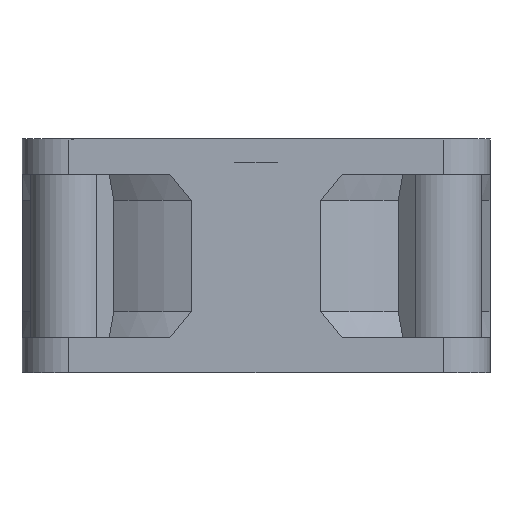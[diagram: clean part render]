
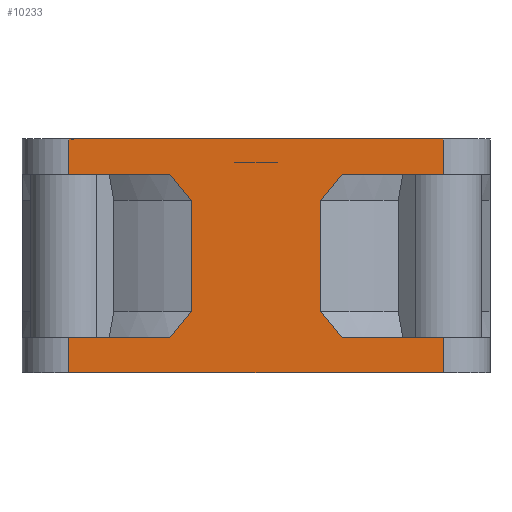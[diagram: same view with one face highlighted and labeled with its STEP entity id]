
A CAD part, front view. The second image highlights one B-rep face of the part: STEP entity #10233.
In plain terms, the highlighted planar face has unit normal (0, -1, 0).
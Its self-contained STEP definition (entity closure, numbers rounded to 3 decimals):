
#13=CARTESIAN_POINT('',(5.528,-20.,-5.246));
#14=CARTESIAN_POINT('',(5.73,-20.,-5.031));
#15=CARTESIAN_POINT('',(6.135,-20.,-4.578));
#16=CARTESIAN_POINT('',(6.746,-20.,-3.829));
#17=CARTESIAN_POINT('',(7.155,-20.,-3.284));
#18=CARTESIAN_POINT('',(7.361,-20.,-3.));
#25=DIRECTION('',(1.,0.,0.));
#26=VECTOR('',#25,8.639);
#27=CARTESIAN_POINT('',(7.361,-20.,-3.));
#28=LINE('',#27,#26);
#61=DIRECTION('',(1.,0.,0.));
#62=VECTOR('',#61,8.639);
#63=CARTESIAN_POINT('',(-16.,-20.,-17.));
#64=LINE('',#63,#62);
#65=CARTESIAN_POINT('',(-7.361,-20.,-17.));
#66=CARTESIAN_POINT('',(-7.157,-20.,-16.718));
#67=CARTESIAN_POINT('',(-6.75,-20.,-16.176));
#68=CARTESIAN_POINT('',(-6.139,-20.,-15.427));
#69=CARTESIAN_POINT('',(-5.732,-20.,-14.971));
#70=CARTESIAN_POINT('',(-5.528,-20.,-14.754));
#72=CARTESIAN_POINT('',(5.528,-20.,-14.754));
#73=CARTESIAN_POINT('',(5.732,-20.,-14.971));
#74=CARTESIAN_POINT('',(6.139,-20.,-15.427));
#75=CARTESIAN_POINT('',(6.749,-20.,-16.176));
#76=CARTESIAN_POINT('',(7.157,-20.,-16.718));
#77=CARTESIAN_POINT('',(7.361,-20.,-17.));
#79=DIRECTION('',(1.,0.,0.));
#80=VECTOR('',#79,8.639);
#81=CARTESIAN_POINT('',(7.361,-20.,-17.));
#82=LINE('',#81,#80);
#199=DIRECTION('',(1.,0.,0.));
#200=VECTOR('',#199,16.);
#201=CARTESIAN_POINT('',(0.,-20.,-20.));
#202=LINE('',#201,#200);
#226=DIRECTION('',(1.,0.,0.));
#227=VECTOR('',#226,16.);
#228=CARTESIAN_POINT('',(-16.,-20.,-20.));
#229=LINE('',#228,#227);
#359=DIRECTION('',(-1.,0.,0.));
#360=VECTOR('',#359,32.);
#361=CARTESIAN_POINT('',(16.,-20.,0.));
#362=LINE('',#361,#360);
#1485=DIRECTION('',(0.,0.,-1.));
#1486=VECTOR('',#1485,3.);
#1487=CARTESIAN_POINT('',(-16.,-20.,0.));
#1488=LINE('',#1487,#1486);
#1530=DIRECTION('',(1.,0.,0.));
#1531=VECTOR('',#1530,8.639);
#1532=CARTESIAN_POINT('',(-16.,-20.,-3.));
#1533=LINE('',#1532,#1531);
#1534=CARTESIAN_POINT('',(-7.361,-20.,-3.));
#1535=CARTESIAN_POINT('',(-7.156,-20.,-3.284));
#1536=CARTESIAN_POINT('',(-6.746,-20.,-3.828));
#1537=CARTESIAN_POINT('',(-6.135,-20.,-4.577));
#1538=CARTESIAN_POINT('',(-5.73,-20.,-5.031));
#1539=CARTESIAN_POINT('',(-5.528,-20.,-5.246));
#1553=DIRECTION('',(0.,0.,-1.));
#1554=VECTOR('',#1553,9.508);
#1555=CARTESIAN_POINT('',(-5.528,-20.,-5.246));
#1556=LINE('',#1555,#1554);
#1606=DIRECTION('',(0.,0.,-1.));
#1607=VECTOR('',#1606,3.);
#1608=CARTESIAN_POINT('',(-16.,-20.,-17.));
#1609=LINE('',#1608,#1607);
#1834=DIRECTION('',(0.,0.,1.));
#1835=VECTOR('',#1834,3.);
#1836=CARTESIAN_POINT('',(16.,-20.,-20.));
#1837=LINE('',#1836,#1835);
#1887=DIRECTION('',(0.,0.,1.));
#1888=VECTOR('',#1887,9.508);
#1889=CARTESIAN_POINT('',(5.528,-20.,-14.754));
#1890=LINE('',#1889,#1888);
#1942=DIRECTION('',(0.,0.,1.));
#1943=VECTOR('',#1942,3.);
#1944=CARTESIAN_POINT('',(16.,-20.,-3.));
#1945=LINE('',#1944,#1943);
#8296=CARTESIAN_POINT('',(7.361,-20.,-3.));
#8298=VERTEX_POINT('',#8296);
#8300=CARTESIAN_POINT('',(5.528,-20.,-5.246));
#8301=VERTEX_POINT('',#8300);
#8302=CARTESIAN_POINT('',(16.,-20.,-3.));
#8303=VERTEX_POINT('',#8302);
#8316=CARTESIAN_POINT('',(-16.,-20.,-17.));
#8317=CARTESIAN_POINT('',(-16.,-20.,-20.));
#8318=VERTEX_POINT('',#8316);
#8319=VERTEX_POINT('',#8317);
#8320=CARTESIAN_POINT('',(-7.361,-20.,-17.));
#8321=VERTEX_POINT('',#8320);
#8322=VERTEX_POINT('',#70);
#8323=CARTESIAN_POINT('',(-5.528,-20.,-5.246));
#8324=VERTEX_POINT('',#8323);
#8325=VERTEX_POINT('',#1534);
#8326=CARTESIAN_POINT('',(-16.,-20.,-3.));
#8327=VERTEX_POINT('',#8326);
#8328=CARTESIAN_POINT('',(-16.,-20.,0.));
#8329=VERTEX_POINT('',#8328);
#8330=CARTESIAN_POINT('',(16.,-20.,0.));
#8331=VERTEX_POINT('',#8330);
#8332=CARTESIAN_POINT('',(5.528,-20.,-14.754));
#8333=VERTEX_POINT('',#8332);
#8334=VERTEX_POINT('',#77);
#8335=CARTESIAN_POINT('',(16.,-20.,-17.));
#8336=VERTEX_POINT('',#8335);
#8337=CARTESIAN_POINT('',(16.,-20.,-20.));
#8338=VERTEX_POINT('',#8337);
#10105=CARTESIAN_POINT('',(0.,-20.,-20.));
#10106=VERTEX_POINT('',#10105);
#10194=CARTESIAN_POINT('',(-16.,-20.,-20.));
#10195=DIRECTION('',(0.,1.,0.));
#10196=DIRECTION('',(1.,0.,0.));
#10197=AXIS2_PLACEMENT_3D('',#10194,#10195,#10196);
#10198=PLANE('',#10197);
#10200=ORIENTED_EDGE('',*,*,#10199,.F.);
#10202=ORIENTED_EDGE('',*,*,#10201,.F.);
#10204=ORIENTED_EDGE('',*,*,#10203,.T.);
#10206=ORIENTED_EDGE('',*,*,#10205,.T.);
#10208=ORIENTED_EDGE('',*,*,#10207,.F.);
#10210=ORIENTED_EDGE('',*,*,#10209,.F.);
#10212=ORIENTED_EDGE('',*,*,#10211,.F.);
#10214=ORIENTED_EDGE('',*,*,#10213,.F.);
#10216=ORIENTED_EDGE('',*,*,#10215,.F.);
#10218=ORIENTED_EDGE('',*,*,#10217,.F.);
#10219=ORIENTED_EDGE('',*,*,#10175,.F.);
#10220=ORIENTED_EDGE('',*,*,#10164,.F.);
#10222=ORIENTED_EDGE('',*,*,#10221,.F.);
#10224=ORIENTED_EDGE('',*,*,#10223,.T.);
#10226=ORIENTED_EDGE('',*,*,#10225,.T.);
#10228=ORIENTED_EDGE('',*,*,#10227,.F.);
#10230=ORIENTED_EDGE('',*,*,#10229,.F.);
#10231=EDGE_LOOP('',(#10200,#10202,#10204,#10206,#10208,#10210,#10212,#10214,
#10216,#10218,#10219,#10220,#10222,#10224,#10226,#10228,#10230));
#10232=FACE_OUTER_BOUND('',#10231,.F.);
#10233=ADVANCED_FACE('',(#10232),#10198,.F.);
#19=B_SPLINE_CURVE_WITH_KNOTS('',3,(#13,#14,#15,#16,#17,#18),.UNSPECIFIED.,.F.,
.F.,(4,1,1,4),(0.,0.333,0.667,1.),.UNSPECIFIED.);
#71=B_SPLINE_CURVE_WITH_KNOTS('',3,(#65,#66,#67,#68,#69,#70),.UNSPECIFIED.,.F.,
.F.,(4,1,1,4),(0.,0.333,0.667,1.),.UNSPECIFIED.);
#78=B_SPLINE_CURVE_WITH_KNOTS('',3,(#72,#73,#74,#75,#76,#77),.UNSPECIFIED.,.F.,
.F.,(4,1,1,4),(0.,0.333,0.667,1.),.UNSPECIFIED.);
#1540=B_SPLINE_CURVE_WITH_KNOTS('',3,(#1534,#1535,#1536,#1537,#1538,#1539),
.UNSPECIFIED.,.F.,.F.,(4,1,1,4),(0.,0.333,0.667,1.),
.UNSPECIFIED.);
#10164=EDGE_CURVE('',#8301,#8298,#19,.T.);
#10175=EDGE_CURVE('',#8298,#8303,#28,.T.);
#10199=EDGE_CURVE('',#8319,#10106,#229,.T.);
#10201=EDGE_CURVE('',#8318,#8319,#1609,.T.);
#10203=EDGE_CURVE('',#8318,#8321,#64,.T.);
#10205=EDGE_CURVE('',#8321,#8322,#71,.T.);
#10207=EDGE_CURVE('',#8324,#8322,#1556,.T.);
#10209=EDGE_CURVE('',#8325,#8324,#1540,.T.);
#10211=EDGE_CURVE('',#8327,#8325,#1533,.T.);
#10213=EDGE_CURVE('',#8329,#8327,#1488,.T.);
#10215=EDGE_CURVE('',#8331,#8329,#362,.T.);
#10217=EDGE_CURVE('',#8303,#8331,#1945,.T.);
#10221=EDGE_CURVE('',#8333,#8301,#1890,.T.);
#10223=EDGE_CURVE('',#8333,#8334,#78,.T.);
#10225=EDGE_CURVE('',#8334,#8336,#82,.T.);
#10227=EDGE_CURVE('',#8338,#8336,#1837,.T.);
#10229=EDGE_CURVE('',#10106,#8338,#202,.T.);
